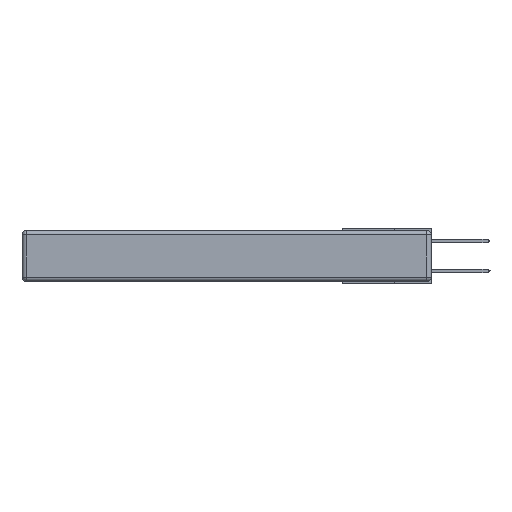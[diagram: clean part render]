
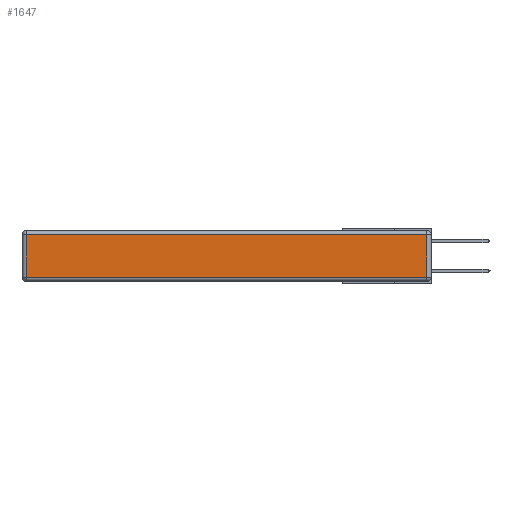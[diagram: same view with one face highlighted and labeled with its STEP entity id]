
A CAD part, left-side view. The second image highlights one B-rep face of the part: STEP entity #1647.
In plain terms, the highlighted planar face has unit normal (-1, 0, 0).
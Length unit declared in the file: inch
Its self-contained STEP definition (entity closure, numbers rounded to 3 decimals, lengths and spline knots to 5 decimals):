
#471 = DIRECTION ( 'NONE',  ( -1., 0., 0. ) ) ;
#878 = VERTEX_POINT ( 'NONE', #8687 ) ;
#1513 = ORIENTED_EDGE ( 'NONE', *, *, #3984, .T. ) ;
#1552 = DIRECTION ( 'NONE',  ( 0., 0., 1. ) ) ;
#1647 = ADVANCED_FACE ( 'NONE', ( #8355 ), #11345, .T. ) ;
#1855 = ORIENTED_EDGE ( 'NONE', *, *, #2635, .T. ) ;
#2635 = EDGE_CURVE ( 'NONE', #5523, #11479, #13588, .T. ) ;
#3783 = DIRECTION ( 'NONE',  ( 0., -1., 0. ) ) ;
#3984 = EDGE_CURVE ( 'NONE', #878, #5917, #7464, .T. ) ;
#5523 = VERTEX_POINT ( 'NONE', #9463 ) ;
#5706 = CARTESIAN_POINT ( 'NONE',  ( 0., 0.03, -0.313 ) ) ;
#5917 = VERTEX_POINT ( 'NONE', #12874 ) ;
#6265 = EDGE_CURVE ( 'NONE', #11479, #878, #13305, .T. ) ;
#6552 = DIRECTION ( 'NONE',  ( 0., 1., 0. ) ) ;
#6870 = LINE ( 'NONE', #8232, #9066 ) ;
#7001 = CARTESIAN_POINT ( 'NONE',  ( 0., 0., -0.343 ) ) ;
#7037 = CARTESIAN_POINT ( 'NONE',  ( 0., 0., -0.313 ) ) ;
#7206 = AXIS2_PLACEMENT_3D ( 'NONE', #7001, #471, #1552 ) ;
#7464 = LINE ( 'NONE', #12530, #8805 ) ;
#8217 = VECTOR ( 'NONE', #9007, 39.37008 ) ;
#8232 = CARTESIAN_POINT ( 'NONE',  ( 0., 2.72, -0.343 ) ) ;
#8355 = FACE_OUTER_BOUND ( 'NONE', #13597, .T. ) ;
#8687 = CARTESIAN_POINT ( 'NONE',  ( 0., 0.03, -0.03 ) ) ;
#8805 = VECTOR ( 'NONE', #6552, 39.37008 ) ;
#9007 = DIRECTION ( 'NONE',  ( 0., 0., 1. ) ) ;
#9066 = VECTOR ( 'NONE', #11365, 39.37008 ) ;
#9463 = CARTESIAN_POINT ( 'NONE',  ( 0., 2.72, -0.313 ) ) ;
#10048 = EDGE_CURVE ( 'NONE', #5917, #5523, #6870, .T. ) ;
#10593 = ORIENTED_EDGE ( 'NONE', *, *, #10048, .T. ) ;
#10697 = VECTOR ( 'NONE', #3783, 39.37008 ) ;
#11345 = PLANE ( 'NONE',  #7206 ) ;
#11365 = DIRECTION ( 'NONE',  ( 0., 0., -1. ) ) ;
#11479 = VERTEX_POINT ( 'NONE', #5706 ) ;
#12117 = CARTESIAN_POINT ( 'NONE',  ( 0., 0.03, -0.343 ) ) ;
#12447 = ORIENTED_EDGE ( 'NONE', *, *, #6265, .T. ) ;
#12530 = CARTESIAN_POINT ( 'NONE',  ( 0., 2.75, -0.03 ) ) ;
#12874 = CARTESIAN_POINT ( 'NONE',  ( 0., 2.72, -0.03 ) ) ;
#13305 = LINE ( 'NONE', #12117, #8217 ) ;
#13588 = LINE ( 'NONE', #7037, #10697 ) ;
#13597 = EDGE_LOOP ( 'NONE', ( #1855, #12447, #1513, #10593 ) ) ;
